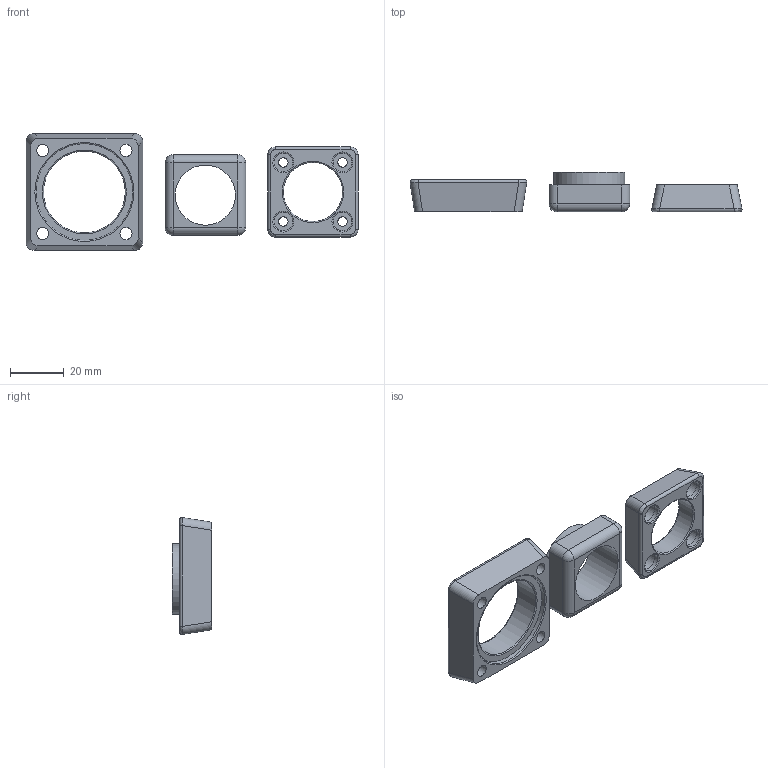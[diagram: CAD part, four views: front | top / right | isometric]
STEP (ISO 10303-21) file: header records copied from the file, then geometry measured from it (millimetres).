
FILE_DESCRIPTION(/* description */ (''),/* implementation_level */ '2;1');
FILE_NAME(/* name */ 'lids.step',/* time_stamp */ '2018-02-13T10:55:46+01:00',/* author */ (''),/* organization */ (''),/* preprocessor_version */ 'ST-DEVELOPER v16.13',/* originating_system */ 'Autodesk Translation Framework v6.5.0.72',/* authorisation */ '');
FILE_SCHEMA (('AUTOMOTIVE_DESIGN { 1 0 10303 214 3 1 1 }'));
Length unit declared in the file: millimetre
Products named in the file (4): (Unsaved); GluedLid22; CompressionLid30V2; CompressionLid22V2
Assembly tree (3 placements, depth 2):
  (Unsaved)
    GluedLid22
    CompressionLid30V2
    CompressionLid22V2
Bounding box: 123.48 x 14.8 x 43.43 mm (x, y, z)
Volume: 20334.4 mm3; surface area: 12937 mm2
Topology: 3 solids, 3 shells, 117 faces, 304 edges, 200 vertices
Faces by surface type: cylinder 53, plane 33, torus 13, bspline 13, sphere 4, cone 1
Full cylindrical faces by diameter (mm): 3.5 x4, 4.5 x4, 7 x8, 9 x4, 22 x1, 22.4 x1, 26.4 x1, 30.4 x1, 36 x1
Entity records: 4521 total; most frequent: CARTESIAN_POINT 1343, DIRECTION 703, ORIENTED_EDGE 610, EDGE_CURVE 305, AXIS2_PLACEMENT_3D 300, VERTEX_POINT 201, CIRCLE 164, EDGE_LOOP 146
